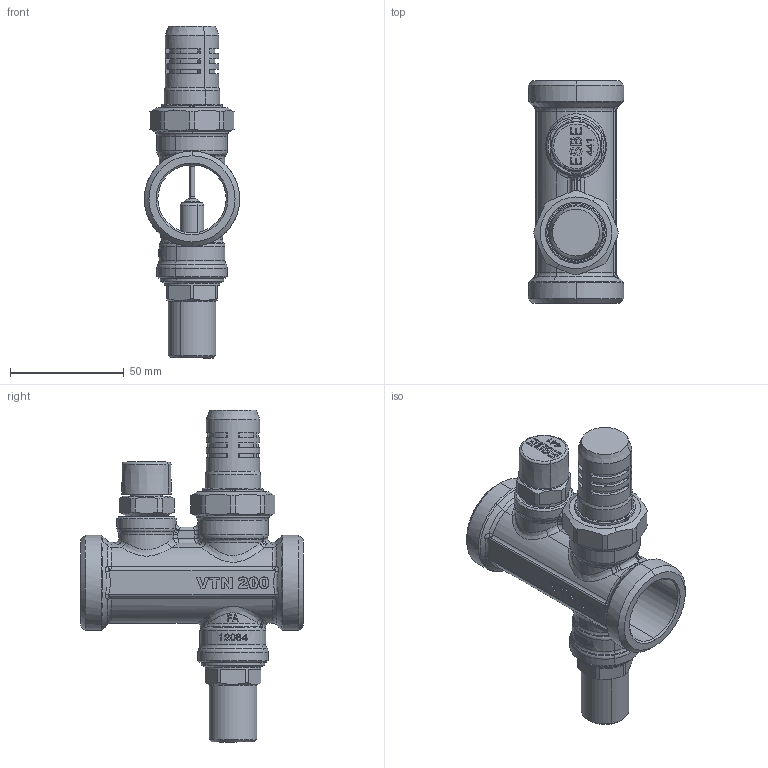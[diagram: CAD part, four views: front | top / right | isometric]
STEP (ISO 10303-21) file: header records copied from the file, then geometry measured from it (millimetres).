
FILE_DESCRIPTION(('CATIA V5 STEP Exchange','CAx-IF Rec.Pracs.--- Model Styling and Organization---1.5--- 2016-08-15','CAx-IF Rec.Pracs.---Supplemental Geometry---1.0---2011-11-01','CAx-IF Rec.Pracs.--- Composite Materials ---3.4---2017-06-13','CAx-IF Rec.Pracs.---Tessellated 3D Geometry---1.0---2015-12-17'),'2;1');
FILE_NAME('VTN200 G1 1-4 - 35200200.stp','2025-09-12T09:56:33+00:00',('none'),('none'),'CATIA Version 5-6 Release 2023','CATIA V5 STEP AP242 v2','none');
FILE_SCHEMA(('AP242_MANAGED_MODEL_BASED_3D_ENGINEERING_MIM_LF {1 0 10303 442 1 1 4}'));
Products named in the file (1): 12080s2_AllCATPart
Bounding box: 41.9 x 98 x 146 mm (x, y, z)
Volume: 111417 mm3; surface area: 38971.4 mm2
Topology: 1 solids, 4 shells, 1890 faces, 5045 edges, 3176 vertices
Faces by surface type: plane 1144, cylinder 348, bspline 149, torus 130, cone 74, sphere 35, extrusion 10
Entity records: 70401 total; most frequent: CARTESIAN_POINT 26432, ORIENTED_EDGE 10020, DIRECTION 7242, EDGE_CURVE 5010, VECTOR 3305, LINE 3295, VERTEX_POINT 3176, AXIS2_PLACEMENT_3D 2432
